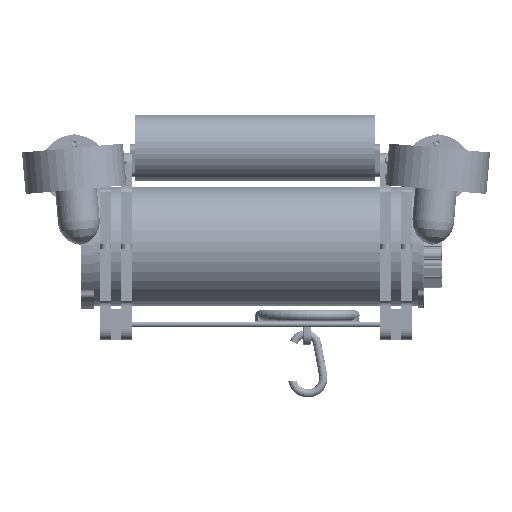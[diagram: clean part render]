
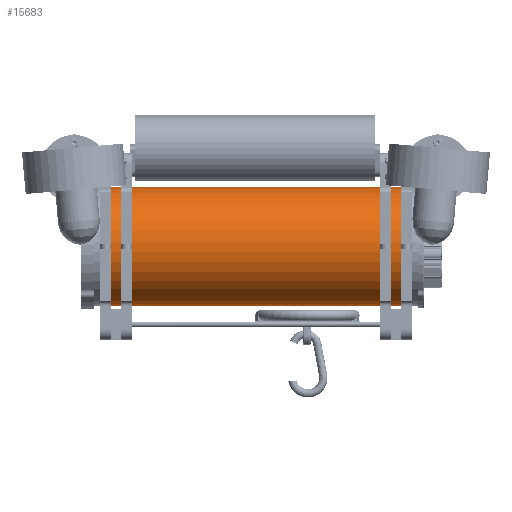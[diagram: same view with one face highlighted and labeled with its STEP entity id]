
A CAD part, left-side view. The second image highlights one B-rep face of the part: STEP entity #15683.
In plain terms, the highlighted cylindrical face has radius 57.15 mm (diameter 114.3 mm), a full revolution.
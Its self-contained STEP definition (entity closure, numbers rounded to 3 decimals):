
#1768=FACE_OUTER_BOUND('',#2687,.T.);
#2687=EDGE_LOOP('',(#12061,#12062,#12063,#12064,#12065,#12066));
#4086=LINE('',#28302,#4994);
#4994=VECTOR('',#20126,57.15);
#5959=CIRCLE('',#17280,57.15);
#5960=CIRCLE('',#17281,57.15);
#5961=CIRCLE('',#17282,57.15);
#5962=CIRCLE('',#17283,57.15);
#7125=VERTEX_POINT('',#28298);
#7126=VERTEX_POINT('',#28299);
#7127=VERTEX_POINT('',#28301);
#7128=VERTEX_POINT('',#28303);
#8955=EDGE_CURVE('',#7125,#7126,#5959,.T.);
#8956=EDGE_CURVE('',#7126,#7127,#4086,.T.);
#8957=EDGE_CURVE('',#7128,#7127,#5960,.T.);
#8958=EDGE_CURVE('',#7127,#7128,#5961,.T.);
#8959=EDGE_CURVE('',#7126,#7125,#5962,.T.);
#12061=ORIENTED_EDGE('',*,*,#8955,.T.);
#12062=ORIENTED_EDGE('',*,*,#8956,.T.);
#12063=ORIENTED_EDGE('',*,*,#8957,.F.);
#12064=ORIENTED_EDGE('',*,*,#8958,.F.);
#12065=ORIENTED_EDGE('',*,*,#8956,.F.);
#12066=ORIENTED_EDGE('',*,*,#8959,.T.);
#15158=CYLINDRICAL_SURFACE('',#17279,57.15);
#15683=ADVANCED_FACE('',(#1768),#15158,.T.);
#17279=AXIS2_PLACEMENT_3D('',#28297,#20122,#20123);
#17280=AXIS2_PLACEMENT_3D('',#28300,#20124,#20125);
#17281=AXIS2_PLACEMENT_3D('',#28304,#20127,#20128);
#17282=AXIS2_PLACEMENT_3D('',#28305,#20129,#20130);
#17283=AXIS2_PLACEMENT_3D('',#28306,#20131,#20132);
#20122=DIRECTION('center_axis',(0.,0.,-1.));
#20123=DIRECTION('ref_axis',(-1.,0.,0.));
#20124=DIRECTION('center_axis',(0.,0.,1.));
#20125=DIRECTION('ref_axis',(1.,0.,0.));
#20126=DIRECTION('',(0.,0.,1.));
#20127=DIRECTION('center_axis',(0.,0.,1.));
#20128=DIRECTION('ref_axis',(1.,0.,0.));
#20129=DIRECTION('center_axis',(0.,0.,1.));
#20130=DIRECTION('ref_axis',(1.,0.,0.));
#20131=DIRECTION('center_axis',(0.,0.,1.));
#20132=DIRECTION('ref_axis',(1.,0.,0.));
#28297=CARTESIAN_POINT('Origin',(0.,0.,149.225));
#28298=CARTESIAN_POINT('',(-57.15,0.,-149.225));
#28299=CARTESIAN_POINT('',(57.15,0.,-149.225));
#28300=CARTESIAN_POINT('Origin',(0.,0.,-149.225));
#28301=CARTESIAN_POINT('',(57.15,0.,149.225));
#28302=CARTESIAN_POINT('',(57.15,0.,149.225));
#28303=CARTESIAN_POINT('',(-57.15,0.,149.225));
#28304=CARTESIAN_POINT('Origin',(0.,0.,149.225));
#28305=CARTESIAN_POINT('Origin',(0.,0.,149.225));
#28306=CARTESIAN_POINT('Origin',(0.,0.,-149.225));
